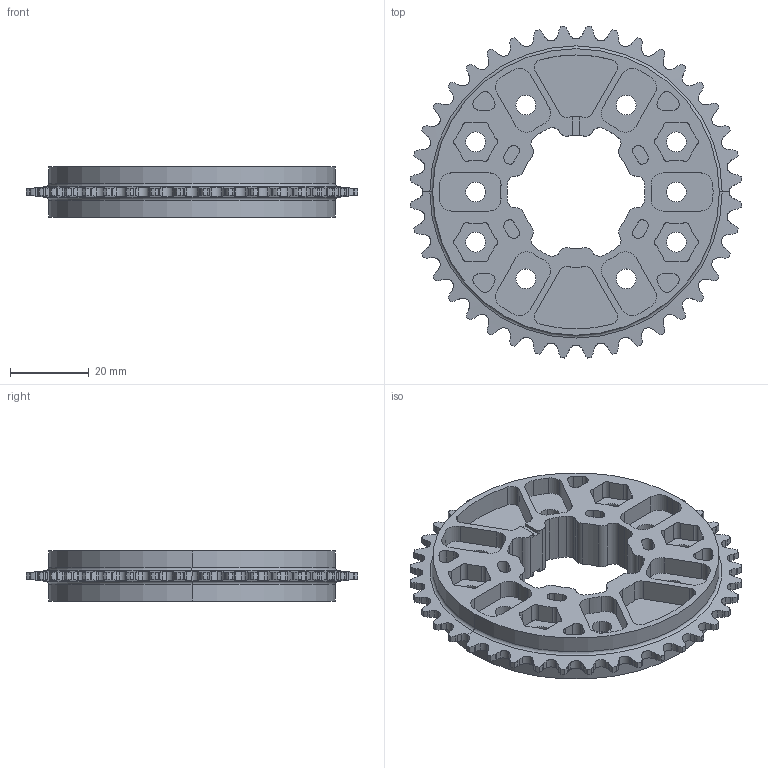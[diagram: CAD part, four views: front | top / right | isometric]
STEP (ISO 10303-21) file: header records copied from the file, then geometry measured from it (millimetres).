
FILE_DESCRIPTION (( 'STEP AP203' ), '1' );
FILE_NAME ('REV-21-3370.STEP', '2023-09-25T16:32:27', ( '' ), ( '' ), 'SwSTEP 2.0', 'SolidWorks 2022', '' );
FILE_SCHEMA (( 'CONFIG_CONTROL_DESIGN' ));
Length unit declared in the file: inch
Products named in the file (1): REV-21-3370
Bounding box: 84.05 x 84.05 x 12.7 mm (x, y, z)
Volume: 26123 mm3; surface area: 19657.6 mm2
Topology: 1 solids, 1 shells, 835 faces, 2375 edges, 1580 vertices
Faces by surface type: cylinder 595, plane 232, torus 4, cone 4
Entity records: 29108 total; most frequent: CARTESIAN_POINT 7671, ORIENTED_EDGE 4750, DIRECTION 4207, EDGE_CURVE 2375, AXIS2_PLACEMENT_3D 1600, VERTEX_POINT 1580, VECTOR 1007, LINE 1007
